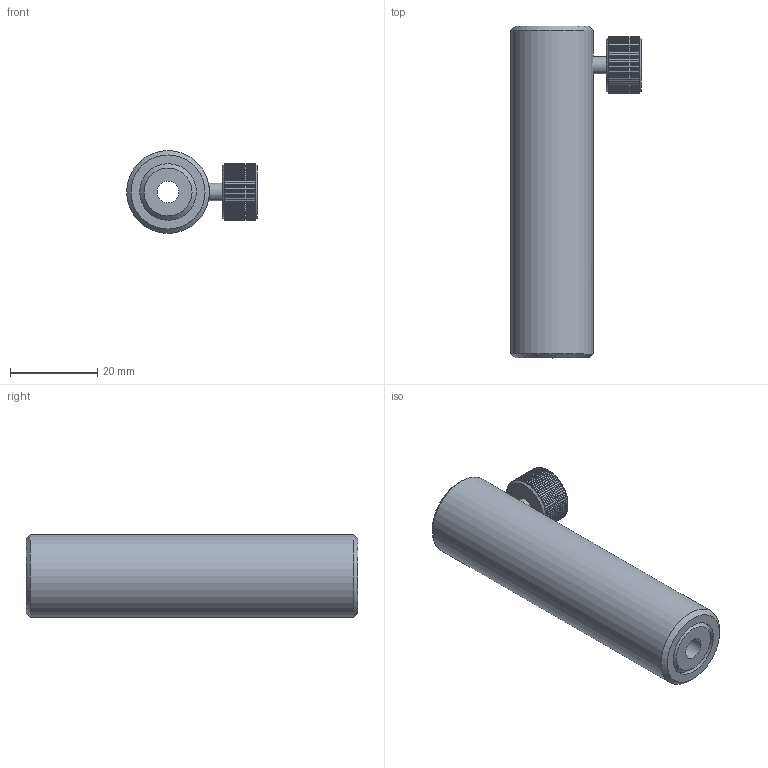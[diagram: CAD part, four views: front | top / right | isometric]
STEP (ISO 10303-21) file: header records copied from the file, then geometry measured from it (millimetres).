
FILE_DESCRIPTION (( 'STEP AP203' ), '1' );
FILE_NAME ('53MPH-3M.STEP', '2023-08-22T07:02:25', ( '' ), ( '' ), 'SwSTEP 2.0', 'SolidWorks 2022', '' );
FILE_SCHEMA (( 'CONFIG_CONTROL_DESIGN' ));
Length unit declared in the file: millimetre
Products named in the file (1): 53MPH-3M
Bounding box: 30 x 76.2 x 19 mm (x, y, z)
Surface area: 8081.8 mm2 (no closed solid volume)
Topology: 0 solids, 5 shells, 170 faces, 496 edges, 332 vertices
Faces by surface type: cylinder 152, plane 12, cone 5, torus 1
Full cylindrical faces by diameter (mm): 2.5 x1, 4 x1, 5 x1, 7.2 x1, 13 x1, 19 x1
Entity records: 6831 total; most frequent: CARTESIAN_POINT 2449, ORIENTED_EDGE 940, DIRECTION 842, EDGE_CURVE 480, AXIS2_PLACEMENT_3D 339, VERTEX_POINT 328, EDGE_LOOP 192, FACE_OUTER_BOUND 177
